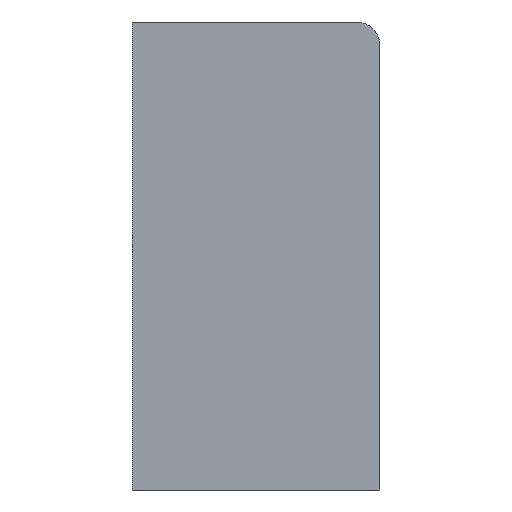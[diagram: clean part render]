
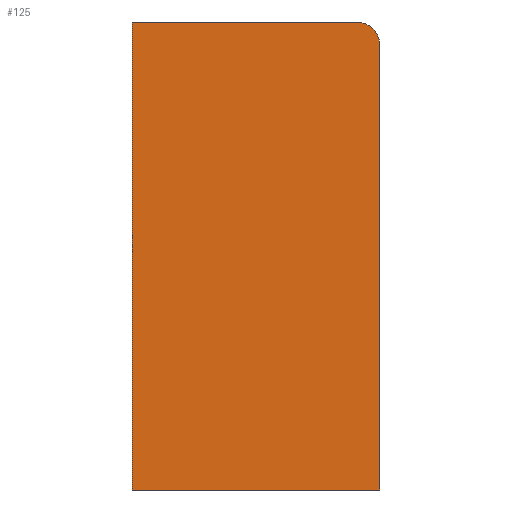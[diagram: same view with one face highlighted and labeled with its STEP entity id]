
A CAD part, left-side view. The second image highlights one B-rep face of the part: STEP entity #125.
In plain terms, the highlighted planar face has unit normal (-1, 0, 0).
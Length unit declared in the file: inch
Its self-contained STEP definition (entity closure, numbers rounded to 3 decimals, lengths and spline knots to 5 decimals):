
#15=CIRCLE('',#145,0.375);
#24=FACE_OUTER_BOUND('',#31,.T.);
#31=EDGE_LOOP('',(#108,#109,#110,#111,#112));
#32=LINE('',#186,#45);
#36=LINE('',#194,#49);
#39=LINE('',#200,#52);
#42=LINE('',#206,#55);
#45=VECTOR('',#153,0.3937);
#49=VECTOR('',#159,0.3937);
#52=VECTOR('',#164,0.3937);
#55=VECTOR('',#169,0.3937);
#58=VERTEX_POINT('',#184);
#59=VERTEX_POINT('',#185);
#62=VERTEX_POINT('',#193);
#64=VERTEX_POINT('',#199);
#66=VERTEX_POINT('',#205);
#68=EDGE_CURVE('',#58,#59,#32,.T.);
#72=EDGE_CURVE('',#58,#62,#36,.T.);
#75=EDGE_CURVE('',#62,#64,#39,.T.);
#78=EDGE_CURVE('',#66,#64,#42,.T.);
#81=EDGE_CURVE('',#59,#66,#15,.T.);
#108=ORIENTED_EDGE('',*,*,#81,.F.);
#109=ORIENTED_EDGE('',*,*,#68,.F.);
#110=ORIENTED_EDGE('',*,*,#72,.T.);
#111=ORIENTED_EDGE('',*,*,#75,.T.);
#112=ORIENTED_EDGE('',*,*,#78,.F.);
#118=PLANE('',#148);
#125=ADVANCED_FACE('',(#24),#118,.F.);
#145=AXIS2_PLACEMENT_3D('',#211,#174,#175);
#148=AXIS2_PLACEMENT_3D('',#214,#180,#181);
#153=DIRECTION('',(0.,-1.,0.));
#159=DIRECTION('',(0.,0.,-1.));
#164=DIRECTION('',(0.,-1.,0.));
#169=DIRECTION('',(0.,0.,-1.));
#174=DIRECTION('center_axis',(1.,0.,0.));
#175=DIRECTION('ref_axis',(0.,0.,1.));
#180=DIRECTION('center_axis',(1.,0.,0.));
#181=DIRECTION('ref_axis',(0.,1.,0.));
#184=CARTESIAN_POINT('',(0.,0.,24.));
#185=CARTESIAN_POINT('',(0.,-3.625,24.));
#186=CARTESIAN_POINT('',(0.,0.,24.));
#193=CARTESIAN_POINT('',(0.,0.,16.4375));
#194=CARTESIAN_POINT('',(0.,0.,24.));
#199=CARTESIAN_POINT('',(0.,-4.,16.4375));
#200=CARTESIAN_POINT('',(0.,-0.68281,16.4375));
#205=CARTESIAN_POINT('',(0.,-4.,23.625));
#206=CARTESIAN_POINT('',(0.,-4.,23.625));
#211=CARTESIAN_POINT('Origin',(0.,-3.625,23.625));
#214=CARTESIAN_POINT('Origin',(0.,-2.,20.21875));
